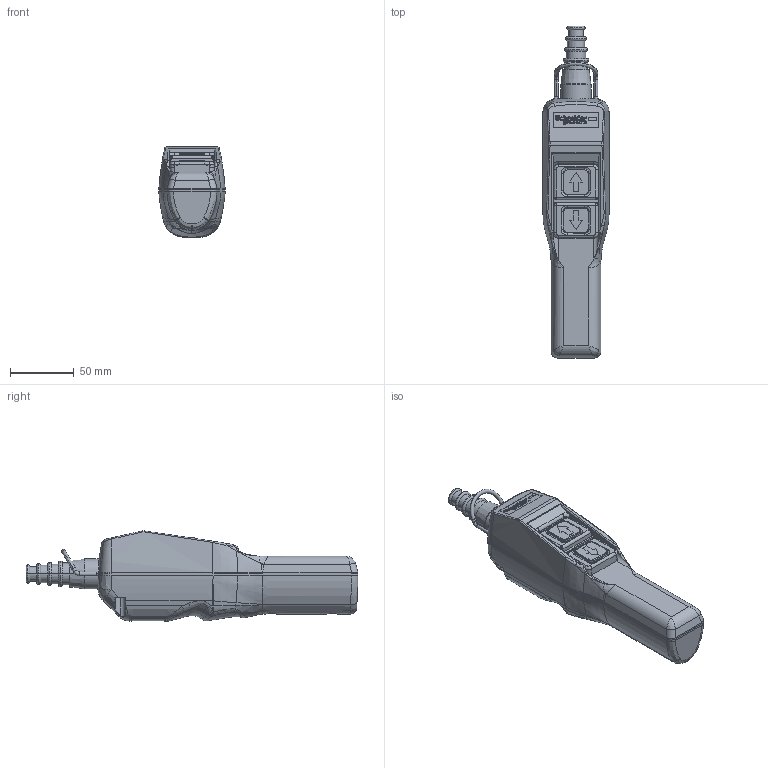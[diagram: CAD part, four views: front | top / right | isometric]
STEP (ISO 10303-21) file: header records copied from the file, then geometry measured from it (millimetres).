
FILE_DESCRIPTION(('STEP AP242'),'1');
FILE_NAME('xaca211_new.stp','2021-08-06T04:21:15',(' '),(' '),'Spatial InterOp 3D',' ',' ');
FILE_SCHEMA(('AP242_MANAGED_MODEL_BASED_3D_ENGINEERING_MIM_LF {1 0 10303 442 1 1 4}'));
Length unit declared in the file: metre
Products named in the file (1): 145843902AF6
Bounding box: 52 x 260.65 x 70.76 mm (x, y, z)
Volume: 384263.5 mm3; surface area: 72712.5 mm2
Topology: 1 solids, 6 shells, 974 faces, 2409 edges, 1483 vertices
Faces by surface type: plane 331, cylinder 233, bspline 177, extrusion 120, torus 87, cone 16, sphere 10
Entity records: 49622 total; most frequent: CARTESIAN_POINT 19872, ORIENTED_EDGE 4804, DIRECTION 3883, EDGE_CURVE 2402, VERTEX_POINT 1483, STYLED_ITEM 1419, PRESENTATION_STYLE_ASSIGNMENT 1419, COLOUR_RGB 1419
